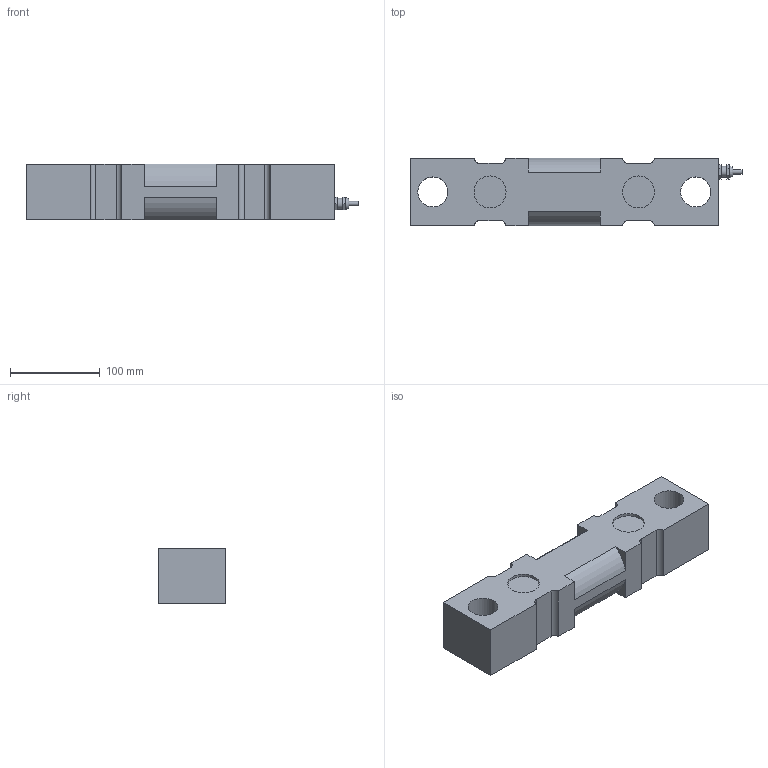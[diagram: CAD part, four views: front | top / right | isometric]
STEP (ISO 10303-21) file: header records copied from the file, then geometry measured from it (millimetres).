
FILE_DESCRIPTION(/* description */ (''),/* implementation_level */ '2;1');
FILE_NAME(/* name */ '102ES-50klb v2.step',/* time_stamp */ '2020-01-27T09:49:52-08:00',/* author */ (''),/* organization */ (''),/* preprocessor_version */ 'ST-DEVELOPER v18',/* originating_system */ 'Autodesk Translation Framework v8.12.0.6',/* authorisation */ '');
FILE_SCHEMA (('AUTOMOTIVE_DESIGN { 1 0 10303 214 3 1 1 }'));
Length unit declared in the file: inch
Products named in the file (2): 102ES-50klb; Connector
Assembly tree (1 placements, depth 2):
  102ES-50klb
    Connector
Bounding box: 368.93 x 74.93 x 61.98 mm (x, y, z)
Volume: 1386637.8 mm3; surface area: 113343.8 mm2
Topology: 2 solids, 2 shells, 70 faces, 171 edges, 114 vertices
Faces by surface type: plane 45, cylinder 23, bspline 1, cone 1
Full cylindrical faces by diameter (mm): 5.1 x1, 5.3 x1, 12 x2, 13 x1, 33.274 x2, 35.6 x4
Entity records: 2146 total; most frequent: CARTESIAN_POINT 383, DIRECTION 364, ORIENTED_EDGE 340, EDGE_CURVE 170, AXIS2_PLACEMENT_3D 122, LINE 120, VECTOR 120, VERTEX_POINT 114
